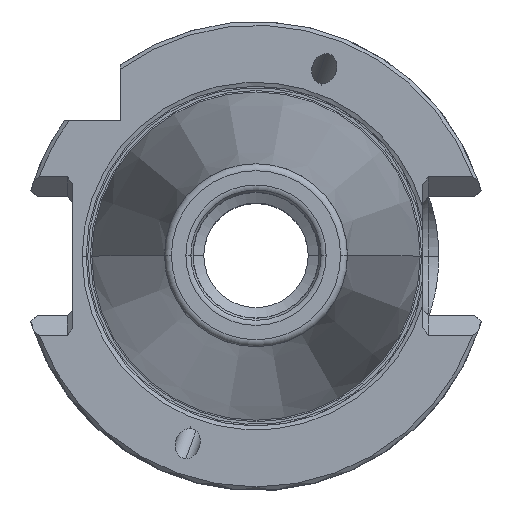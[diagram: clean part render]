
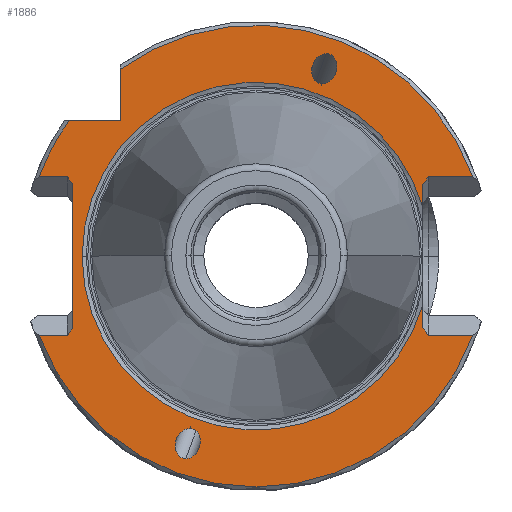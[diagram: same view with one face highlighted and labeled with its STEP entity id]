
A CAD part, top view. The second image highlights one B-rep face of the part: STEP entity #1886.
In plain terms, the highlighted planar face has unit normal (0, 0, 1).
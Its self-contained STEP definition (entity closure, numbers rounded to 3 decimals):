
#1214=EDGE_CURVE('NONE',#2590,#2428,#3517,.T.);
#1256=VERTEX_POINT('NONE',#3563);
#1302=VERTEX_POINT('NONE',#3615);
#1396=VERTEX_POINT('NONE',#3714);
#1468=EDGE_CURVE('NONE',#1484,#1948,#3795,.T.);
#1484=VERTEX_POINT('NONE',#3812);
#1520=EDGE_CURVE('NONE',#1680,#3042,#3853,.T.);
#1526=EDGE_CURVE('NONE',#2888,#3178,#3860,.T.);
#1572=EDGE_CURVE('NONE',#1842,#2816,#3912,.T.);
#1680=VERTEX_POINT('NONE',#4029);
#1692=VERTEX_POINT('NONE',#4043);
#1810=EDGE_CURVE('NONE',#3336,#2054,#4176,.T.);
#1842=VERTEX_POINT('NONE',#4211);
#1886=ADVANCED_FACE('NONE',(#4262,#4263,#4264),#4265,.F.);
#1932=EDGE_CURVE('NONE',#3178,#1948,#4315,.T.);
#1934=EDGE_CURVE('NONE',#1396,#2314,#4317,.T.);
#1948=VERTEX_POINT('NONE',#4335);
#2054=VERTEX_POINT('NONE',#4450);
#2070=EDGE_CURVE('NONE',#3166,#1256,#4467,.T.);
#2088=VERTEX_POINT('NONE',#4487);
#2252=EDGE_CURVE('NONE',#2704,#1842,#4663,.T.);
#2314=VERTEX_POINT('NONE',#4734);
#2390=EDGE_CURVE('NONE',#1692,#2888,#4815,.T.);
#2392=EDGE_CURVE('NONE',#2088,#2054,#4817,.T.);
#2428=VERTEX_POINT('NONE',#4857);
#2432=EDGE_CURVE('NONE',#2704,#2088,#4861,.T.);
#2482=EDGE_CURVE('NONE',#2780,#1302,#4917,.T.);
#2590=VERTEX_POINT('NONE',#5035);
#2620=EDGE_CURVE('NONE',#2428,#2590,#5067,.T.);
#2694=EDGE_CURVE('NONE',#2780,#1484,#5150,.T.);
#2704=VERTEX_POINT('NONE',#5162);
#2780=VERTEX_POINT('NONE',#5247);
#2816=VERTEX_POINT('NONE',#5286);
#2826=EDGE_CURVE('NONE',#2314,#1256,#5298,.T.);
#2860=EDGE_CURVE('NONE',#3168,#1302,#5333,.T.);
#2888=VERTEX_POINT('NONE',#5368);
#3042=VERTEX_POINT('NONE',#5534);
#3166=VERTEX_POINT('NONE',#5675);
#3168=VERTEX_POINT('NONE',#5677);
#3178=VERTEX_POINT('NONE',#5687);
#3200=EDGE_CURVE('NONE',#1692,#3166,#5711,.T.);
#3258=EDGE_CURVE('NONE',#3336,#1396,#5778,.T.);
#3282=EDGE_CURVE('NONE',#3168,#2816,#5804,.T.);
#3336=VERTEX_POINT('NONE',#5864);
#3376=EDGE_CURVE('NONE',#3042,#1680,#5911,.T.);
#3517=(B_SPLINE_CURVE(3,(#6080,#6081,#6082,#6083),.UNSPECIFIED.,.F.,.F.)B_SPLINE_CURVE_WITH_KNOTS((4,4),(3.421,6.562),.UNSPECIFIED.)RATIONAL_B_SPLINE_CURVE((1.0,0.333,0.333,1.0))BOUNDED_CURVE()REPRESENTATION_ITEM('')GEOMETRIC_REPRESENTATION_ITEM()CURVE());
#3563=CARTESIAN_POINT('',(22.6,6.57,-1.0));
#3615=CARTESIAN_POINT('',(-24.8,-9.689,-1.));
#3714=CARTESIAN_POINT('',(23.35,10.75,-1.));
#3795=CIRCLE('',#6538,31.25);
#3812=CARTESIAN_POINT('',(-29.343,-10.75,-1.));
#3853=(B_SPLINE_CURVE(3,(#6664,#6665,#6666,#6667),.UNSPECIFIED.,.F.,.F.)B_SPLINE_CURVE_WITH_KNOTS((4,4),(3.421,6.562),.UNSPECIFIED.)RATIONAL_B_SPLINE_CURVE((1.0,0.333,0.333,1.0))BOUNDED_CURVE()REPRESENTATION_ITEM('')GEOMETRIC_REPRESENTATION_ITEM()CURVE());
#3860=LINE('',#6681,#6682);
#3912=LINE('',#6761,#6762);
#4029=CARTESIAN_POINT('',(-8.974,-23.325,-1.));
#4043=CARTESIAN_POINT('',(22.6,-6.57,-1.));
#4176=CIRCLE('',#7120,31.25);
#4211=CARTESIAN_POINT('',(-29.343,10.75,-1.));
#4262=FACE_OUTER_BOUND('',#7248,.T.);
#4263=FACE_BOUND('',#7249,.T.);
#4264=FACE_BOUND('',#7250,.T.);
#4265=PLANE('',#7251);
#4315=LINE('',#7331,#7332);
#4317=LINE('',#7335,#7336);
#4335=CARTESIAN_POINT('',(29.343,-10.75,-1.));
#4450=CARTESIAN_POINT('',(-18.35,25.295,-1.0));
#4467=CIRCLE('',#7619,23.536);
#4487=CARTESIAN_POINT('',(-18.35,18.35,-1.0));
#4663=CIRCLE('',#7910,31.25);
#4734=CARTESIAN_POINT('',(22.6,9.689,-1.));
#4815=LINE('',#8159,#8160);
#4817=LINE('',#8163,#8164);
#4857=CARTESIAN_POINT('',(9.495,27.419,-1.));
#4861=LINE('',#8284,#8285);
#4917=LINE('',#8374,#8375);
#5035=CARTESIAN_POINT('',(8.974,23.325,-1.));
#5067=(B_SPLINE_CURVE(3,(#8587,#8588,#8589,#8590),.UNSPECIFIED.,.F.,.F.)B_SPLINE_CURVE_WITH_KNOTS((4,4),(0.279,3.421),.UNSPECIFIED.)RATIONAL_B_SPLINE_CURVE((1.0,0.333,0.333,1.0))BOUNDED_CURVE()REPRESENTATION_ITEM('')GEOMETRIC_REPRESENTATION_ITEM()CURVE());
#5150=LINE('',#8713,#8714);
#5162=CARTESIAN_POINT('',(-25.295,18.35,-1.0));
#5247=CARTESIAN_POINT('',(-25.55,-10.75,-1.));
#5286=CARTESIAN_POINT('',(-25.55,10.75,-1.));
#5298=LINE('',#8916,#8917);
#5333=LINE('',#8981,#8982);
#5368=CARTESIAN_POINT('',(22.6,-9.689,-1.0));
#5534=CARTESIAN_POINT('',(-9.495,-27.419,-1.));
#5675=CARTESIAN_POINT('',(-23.536,0.,-1.));
#5677=CARTESIAN_POINT('',(-24.8,9.689,-1.));
#5687=CARTESIAN_POINT('',(23.35,-10.75,-1.));
#5711=CIRCLE('',#9614,23.536);
#5778=LINE('',#9703,#9704);
#5804=LINE('',#9738,#9739);
#5864=CARTESIAN_POINT('',(29.343,10.75,-1.));
#5911=(B_SPLINE_CURVE(3,(#9937,#9938,#9939,#9940),.UNSPECIFIED.,.F.,.F.)B_SPLINE_CURVE_WITH_KNOTS((4,4),(0.279,3.421),.UNSPECIFIED.)RATIONAL_B_SPLINE_CURVE((1.0,0.333,0.333,1.0))BOUNDED_CURVE()REPRESENTATION_ITEM('')GEOMETRIC_REPRESENTATION_ITEM()CURVE());
#6080=CARTESIAN_POINT('',(8.974,23.325,-1.));
#6081=CARTESIAN_POINT('',(12.349,23.325,-1.));
#6082=CARTESIAN_POINT('',(12.871,27.419,-1.));
#6083=CARTESIAN_POINT('',(9.495,27.419,-1.));
#6538=AXIS2_PLACEMENT_3D('',#10499,#10500,#10501);
#6664=CARTESIAN_POINT('',(-8.974,-23.325,-1.));
#6665=CARTESIAN_POINT('',(-12.349,-23.325,-1.));
#6666=CARTESIAN_POINT('',(-12.871,-27.419,-1.));
#6667=CARTESIAN_POINT('',(-9.495,-27.419,-1.));
#6681=CARTESIAN_POINT('',(22.077,-8.95,-1.));
#6682=VECTOR('',#10570,1000.0);
#6761=CARTESIAN_POINT('',(-61.2,10.75,-1.));
#6762=VECTOR('',#10643,1000.0);
#7120=AXIS2_PLACEMENT_3D('',#10927,#10928,#10929);
#7248=EDGE_LOOP('',(#11032,#11033,#11034,#11035,#11036,#11037,#11038,#11039,#11040,#11041,#11042,#11043,#11044,#11045,#11046,#11047,#11048,#11049));
#7249=EDGE_LOOP('',(#11050,#11051));
#7250=EDGE_LOOP('',(#11052,#11053));
#7251=AXIS2_PLACEMENT_3D('',#11054,#11055,#11056);
#7331=CARTESIAN_POINT('',(124.8,-10.75,-1.));
#7332=VECTOR('',#11109,1000.0);
#7335=CARTESIAN_POINT('',(22.077,8.95,-1.));
#7336=VECTOR('',#11110,1000.0);
#7619=AXIS2_PLACEMENT_3D('',#11280,#11281,#11282);
#7910=AXIS2_PLACEMENT_3D('',#11478,#11479,#11480);
#8159=CARTESIAN_POINT('',(22.6,0.,-1.0));
#8160=VECTOR('',#11641,1000.0);
#8163=CARTESIAN_POINT('',(-18.35,18.35,-1.0));
#8164=VECTOR('',#11642,1000.0);
#8284=CARTESIAN_POINT('',(-38.35,18.35,-1.0));
#8285=VECTOR('',#11690,1000.0);
#8374=CARTESIAN_POINT('',(-18.12,-0.243,-1.));
#8375=VECTOR('',#11749,1000.0);
#8587=CARTESIAN_POINT('',(9.495,27.419,-1.));
#8588=CARTESIAN_POINT('',(6.12,27.419,-1.));
#8589=CARTESIAN_POINT('',(5.598,23.325,-1.));
#8590=CARTESIAN_POINT('',(8.974,23.325,-1.));
#8713=CARTESIAN_POINT('',(-61.2,-10.75,-1.));
#8714=VECTOR('',#12018,1000.0);
#8916=CARTESIAN_POINT('',(22.6,0.,-1.0));
#8917=VECTOR('',#12201,1000.0);
#8981=CARTESIAN_POINT('',(-24.8,0.,-1.0));
#8982=VECTOR('',#12222,1000.0);
#9614=AXIS2_PLACEMENT_3D('',#12681,#12682,#12683);
#9703=CARTESIAN_POINT('',(124.8,10.75,-1.));
#9704=VECTOR('',#12768,1000.0);
#9738=CARTESIAN_POINT('',(-18.12,0.243,-1.));
#9739=VECTOR('',#12799,1000.0);
#9937=CARTESIAN_POINT('',(-9.495,-27.419,-1.));
#9938=CARTESIAN_POINT('',(-6.12,-27.419,-1.));
#9939=CARTESIAN_POINT('',(-5.598,-23.325,-1.));
#9940=CARTESIAN_POINT('',(-8.974,-23.325,-1.));
#10499=CARTESIAN_POINT('',(0.0,0.0,-1.));
#10500=DIRECTION('',(0.0,0.0,1.0));
#10501=DIRECTION('',(1.0,0.,-0.0));
#10570=DIRECTION('',(0.577,-0.816,-0.0));
#10643=DIRECTION('',(1.0,0.,-0.0));
#10927=CARTESIAN_POINT('',(0.0,0.0,-1.));
#10928=DIRECTION('',(0.0,0.0,1.0));
#10929=DIRECTION('',(1.0,0.,-0.0));
#11032=ORIENTED_EDGE('',*,*,#2432,.F.);
#11033=ORIENTED_EDGE('',*,*,#2252,.T.);
#11034=ORIENTED_EDGE('',*,*,#1572,.T.);
#11035=ORIENTED_EDGE('',*,*,#3282,.F.);
#11036=ORIENTED_EDGE('',*,*,#2860,.T.);
#11037=ORIENTED_EDGE('',*,*,#2482,.F.);
#11038=ORIENTED_EDGE('',*,*,#2694,.T.);
#11039=ORIENTED_EDGE('',*,*,#1468,.T.);
#11040=ORIENTED_EDGE('',*,*,#1932,.F.);
#11041=ORIENTED_EDGE('',*,*,#1526,.F.);
#11042=ORIENTED_EDGE('',*,*,#2390,.F.);
#11043=ORIENTED_EDGE('',*,*,#3200,.T.);
#11044=ORIENTED_EDGE('',*,*,#2070,.T.);
#11045=ORIENTED_EDGE('',*,*,#2826,.F.);
#11046=ORIENTED_EDGE('',*,*,#1934,.F.);
#11047=ORIENTED_EDGE('',*,*,#3258,.F.);
#11048=ORIENTED_EDGE('',*,*,#1810,.T.);
#11049=ORIENTED_EDGE('',*,*,#2392,.F.);
#11050=ORIENTED_EDGE('',*,*,#1520,.F.);
#11051=ORIENTED_EDGE('',*,*,#3376,.F.);
#11052=ORIENTED_EDGE('',*,*,#1214,.F.);
#11053=ORIENTED_EDGE('',*,*,#2620,.F.);
#11054=CARTESIAN_POINT('',(0.,-32.5,-1.));
#11055=DIRECTION('',(-0.0,0.0,-1.0));
#11056=DIRECTION('',(0.,-1.0,0.0));
#11109=DIRECTION('',(1.0,0.,-0.0));
#11110=DIRECTION('',(-0.577,-0.816,0.0));
#11280=CARTESIAN_POINT('',(0.0,0.0,-1.));
#11281=DIRECTION('',(0.0,0.0,-1.0));
#11282=DIRECTION('',(1.0,0.,0.0));
#11478=CARTESIAN_POINT('',(0.0,0.0,-1.));
#11479=DIRECTION('',(0.0,0.0,1.0));
#11480=DIRECTION('',(1.0,0.,-0.0));
#11641=DIRECTION('',(0.,-1.0,0.0));
#11642=DIRECTION('',(0.,1.0,0.0));
#11690=DIRECTION('',(1.0,0.,0.0));
#11749=DIRECTION('',(0.577,0.816,0.0));
#12018=DIRECTION('',(-1.0,0.,0.0));
#12201=DIRECTION('',(0.,-1.0,0.0));
#12222=DIRECTION('',(0.,-1.0,0.0));
#12681=CARTESIAN_POINT('',(0.0,0.0,-1.));
#12682=DIRECTION('',(0.0,0.0,-1.0));
#12683=DIRECTION('',(1.0,0.,0.0));
#12768=DIRECTION('',(-1.0,0.,0.0));
#12799=DIRECTION('',(-0.577,0.816,0.0));
